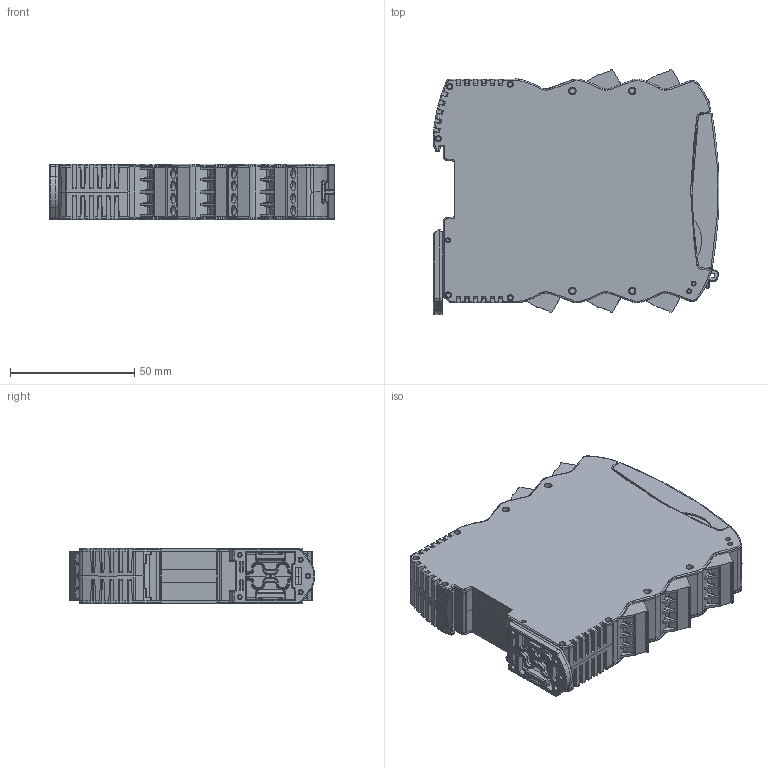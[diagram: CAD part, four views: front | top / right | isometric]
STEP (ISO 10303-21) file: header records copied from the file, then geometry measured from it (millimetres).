
FILE_DESCRIPTION (( 'STEP AP214' ), '1' );
FILE_NAME ('SRB-E-322ST.STEP', '2024-10-24T10:22:27', ( '' ), ( '' ), 'SwSTEP 2.0', 'SolidWorks 2023', '' );
FILE_SCHEMA (( 'AUTOMOTIVE_DESIGN' ));
Products named in the file (1): SRB-E-322ST
Bounding box: 114.89 x 98.88 x 22.5 mm (x, y, z)
Volume: 212589.2 mm3; surface area: 41612.7 mm2
Topology: 2 solids, 6 shells, 3099 faces, 8398 edges, 5265 vertices
Faces by surface type: plane 1661, cylinder 724, bspline 494, cone 215, torus 5
Full cylindrical faces by diameter (mm): 1.7 x1, 3.783 x20, 4 x20
Entity records: 116724 total; most frequent: CARTESIAN_POINT 46541, ORIENTED_EDGE 16430, DIRECTION 12045, EDGE_CURVE 8215, VERTEX_POINT 5222, VECTOR 4581, LINE 4581, AXIS2_PLACEMENT_3D 3732
